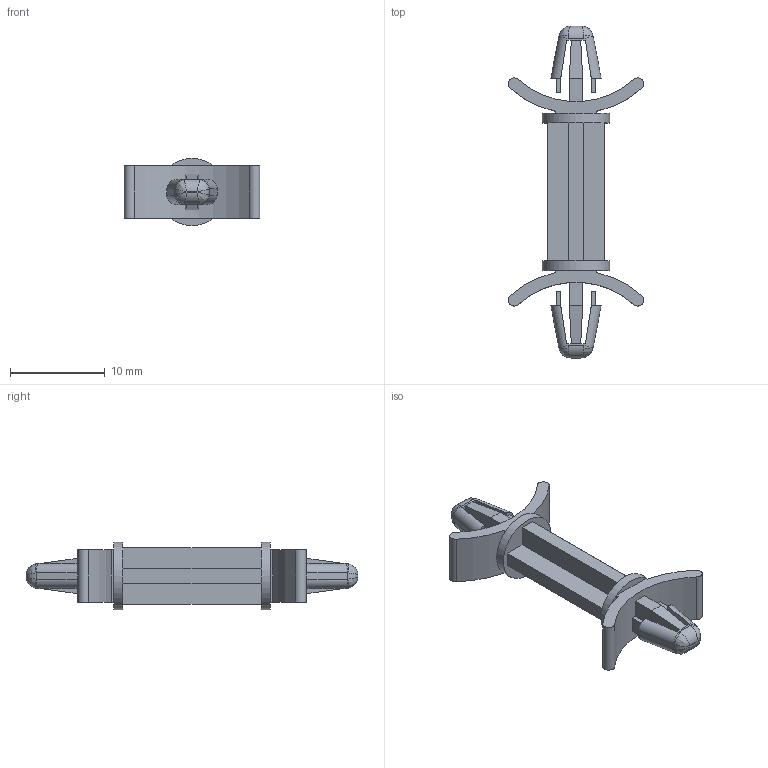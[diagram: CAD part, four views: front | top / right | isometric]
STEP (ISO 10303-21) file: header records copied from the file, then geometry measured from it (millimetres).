
FILE_DESCRIPTION( ( 'Unknown' ), '1' );
FILE_NAME( '709611200.stp', 'Unknown', ( 'Unknown' ), ( 'Unknown' ), 'PSStep 18.0.17', 'Unknown', ' ' );
FILE_SCHEMA( ( 'AUTOMOTIVE_DESIGN { 1 0 10303 214 1 1 1 1 }' ) );
Length unit declared in the file: millimetre
Products named in the file (1): 1
Bounding box: 14.3 x 35 x 7.1 mm (x, y, z)
Volume: 644.3 mm3; surface area: 1153.8 mm2
Topology: 1 solids, 1 shells, 134 faces, 338 edges, 204 vertices
Faces by surface type: plane 90, cylinder 28, bspline 16
Full cylindrical faces by diameter (mm): 7.1 x2
Entity records: 5724 total; most frequent: CARTESIAN_POINT 1467, DIRECTION 666, ORIENTED_EDGE 656, EDGE_CURVE 328, LINE 228, VECTOR 228, AXIS2_PLACEMENT_3D 219, VERTEX_POINT 204
